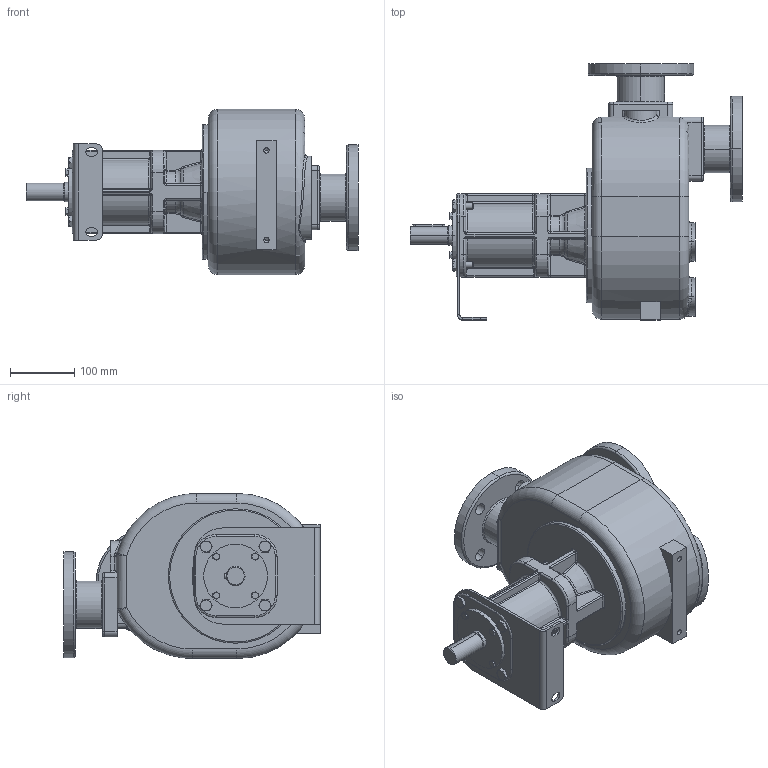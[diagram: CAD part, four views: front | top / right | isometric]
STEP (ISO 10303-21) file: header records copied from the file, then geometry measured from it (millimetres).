
FILE_DESCRIPTION((''),'2;1');
FILE_NAME('S_60_B_F','2012-02-28T',('Amenduni'),(''),'PRO/ENGINEER BY PARAMETRIC TECHNOLOGY CORPORATION, 2011370','PRO/ENGINEER BY PARAMETRIC TECHNOLOGY CORPORATION, 2011370','');
FILE_SCHEMA(('CONFIG_CONTROL_DESIGN'));
Length unit declared in the file: millimetre
Products named in the file (1): S_60_B_F
Bounding box: 518.5 x 400 x 258 mm (x, y, z)
Volume: 14016747.1 mm3; surface area: 613132.8 mm2
Topology: 1 solids, 1 shells, 629 faces, 1471 edges, 868 vertices
Faces by surface type: cylinder 214, plane 156, torus 104, bspline 79, cone 68, extrusion 4, sphere 4
Entity records: 29959 total; most frequent: CARTESIAN_POINT 15988, ORIENTED_EDGE 2934, DIRECTION 2921, EDGE_CURVE 1467, AXIS2_PLACEMENT_3D 1190, VERTEX_POINT 868, EDGE_LOOP 677, CIRCLE 640
